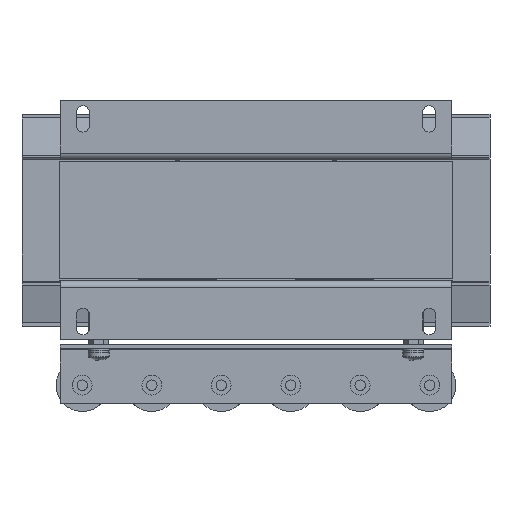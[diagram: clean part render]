
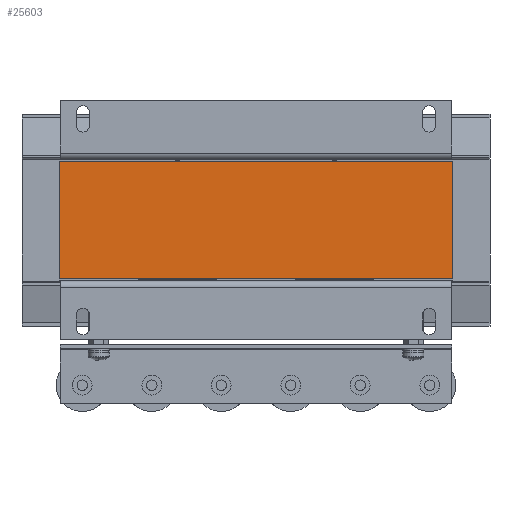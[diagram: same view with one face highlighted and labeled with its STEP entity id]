
A CAD part, front view. The second image highlights one B-rep face of the part: STEP entity #25603.
In plain terms, the highlighted planar face has unit normal (0, -1, 0).
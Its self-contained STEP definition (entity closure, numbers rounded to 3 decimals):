
#1998 = VECTOR ( 'NONE', #22503, 1000. ) ;
#2090 = CARTESIAN_POINT ( 'NONE',  ( -150., -154.9, 44.75 ) ) ;
#2892 = ORIENTED_EDGE ( 'NONE', *, *, #4769, .F. ) ;
#3605 = CARTESIAN_POINT ( 'NONE',  ( 150., -154.9, 44.75 ) ) ;
#3873 = DIRECTION ( 'NONE',  ( 0., 0., -1. ) ) ;
#4224 = EDGE_LOOP ( 'NONE', ( #20006, #2892, #21420, #24184 ) ) ;
#4769 = EDGE_CURVE ( 'NONE', #14026, #10861, #22984, .T. ) ;
#6602 = LINE ( 'NONE', #18234, #1998 ) ;
#8107 = AXIS2_PLACEMENT_3D ( 'NONE', #2090, #8332, #22920 ) ;
#8193 = EDGE_CURVE ( 'NONE', #25504, #11174, #25088, .T. ) ;
#8332 = DIRECTION ( 'NONE',  ( 0., 1., 0. ) ) ;
#9084 = DIRECTION ( 'NONE',  ( 0., 0., -1. ) ) ;
#10511 = EDGE_CURVE ( 'NONE', #11174, #10861, #6602, .T. ) ;
#10694 = CARTESIAN_POINT ( 'NONE',  ( 150., -154.9, 44.75 ) ) ;
#10714 = VECTOR ( 'NONE', #9084, 1000. ) ;
#10861 = VERTEX_POINT ( 'NONE', #17490 ) ;
#11174 = VERTEX_POINT ( 'NONE', #17716 ) ;
#13852 = VECTOR ( 'NONE', #3873, 1000. ) ;
#13996 = CARTESIAN_POINT ( 'NONE',  ( -150., -154.9, 44.75 ) ) ;
#14026 = VERTEX_POINT ( 'NONE', #10694 ) ;
#14086 = DIRECTION ( 'NONE',  ( 1., 0., 0. ) ) ;
#16626 = CARTESIAN_POINT ( 'NONE',  ( -150., -154.9, 44.75 ) ) ;
#17490 = CARTESIAN_POINT ( 'NONE',  ( 150., -154.9, -44.75 ) ) ;
#17716 = CARTESIAN_POINT ( 'NONE',  ( -150., -154.9, -44.75 ) ) ;
#18234 = CARTESIAN_POINT ( 'NONE',  ( -150., -154.9, -44.75 ) ) ;
#18585 = LINE ( 'NONE', #13996, #24132 ) ;
#18725 = PLANE ( 'NONE',  #8107 ) ;
#20006 = ORIENTED_EDGE ( 'NONE', *, *, #10511, .T. ) ;
#21420 = ORIENTED_EDGE ( 'NONE', *, *, #22734, .F. ) ;
#21570 = CARTESIAN_POINT ( 'NONE',  ( -150., -154.9, 44.75 ) ) ;
#22503 = DIRECTION ( 'NONE',  ( 1., 0., 0. ) ) ;
#22734 = EDGE_CURVE ( 'NONE', #25504, #14026, #18585, .T. ) ;
#22920 = DIRECTION ( 'NONE',  ( 0., 0., 1. ) ) ;
#22984 = LINE ( 'NONE', #3605, #13852 ) ;
#24132 = VECTOR ( 'NONE', #14086, 1000. ) ;
#24184 = ORIENTED_EDGE ( 'NONE', *, *, #8193, .T. ) ;
#25088 = LINE ( 'NONE', #21570, #10714 ) ;
#25504 = VERTEX_POINT ( 'NONE', #16626 ) ;
#25603 = ADVANCED_FACE ( 'NONE', ( #26293 ), #18725, .F. ) ;
#26293 = FACE_OUTER_BOUND ( 'NONE', #4224, .T. ) ;
